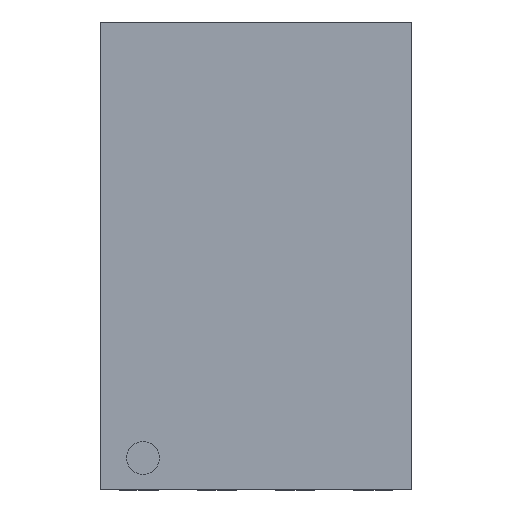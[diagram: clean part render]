
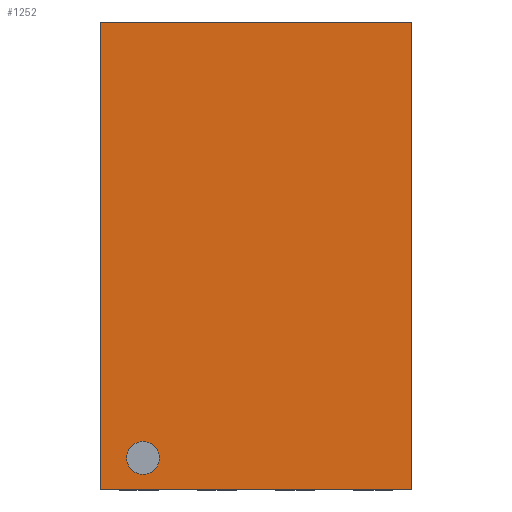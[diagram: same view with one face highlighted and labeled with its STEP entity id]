
A CAD part, top view. The second image highlights one B-rep face of the part: STEP entity #1252.
In plain terms, the highlighted planar face has unit normal (0, 0, 1).
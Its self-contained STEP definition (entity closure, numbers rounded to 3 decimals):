
#12 = ORIENTED_EDGE ( 'NONE', *, *, #494, .T. ) ;
#37 = CARTESIAN_POINT ( 'NONE',  ( -1., 1.5, 0.525 ) ) ;
#159 = DIRECTION ( 'NONE',  ( -1., 0., 0. ) ) ;
#226 = VERTEX_POINT ( 'NONE', #2512 ) ;
#271 = EDGE_LOOP ( 'NONE', ( #12, #2648, #2590, #916 ) ) ;
#343 = CARTESIAN_POINT ( 'NONE',  ( 1., 1.5, 0.525 ) ) ;
#364 = VECTOR ( 'NONE', #1428, 1000. ) ;
#436 = CARTESIAN_POINT ( 'NONE',  ( -1., -1.5, 0.525 ) ) ;
#437 = CARTESIAN_POINT ( 'NONE',  ( -0.724, -1.295, 0.525 ) ) ;
#455 = DIRECTION ( 'NONE',  ( 0., 0., 1. ) ) ;
#482 = CARTESIAN_POINT ( 'NONE',  ( 1., -1.5, 0.525 ) ) ;
#491 = DIRECTION ( 'NONE',  ( 0., 0., 1. ) ) ;
#494 = EDGE_CURVE ( 'NONE', #226, #1362, #1986, .T. ) ;
#584 = ORIENTED_EDGE ( 'NONE', *, *, #2287, .F. ) ;
#610 = VECTOR ( 'NONE', #713, 1000. ) ;
#637 = VECTOR ( 'NONE', #2139, 1000. ) ;
#713 = DIRECTION ( 'NONE',  ( 0., 1., 0. ) ) ;
#769 = VERTEX_POINT ( 'NONE', #982 ) ;
#818 = CARTESIAN_POINT ( 'NONE',  ( -1., -1.5, 0.525 ) ) ;
#825 = PLANE ( 'NONE',  #1047 ) ;
#897 = VERTEX_POINT ( 'NONE', #1672 ) ;
#908 = LINE ( 'NONE', #436, #637 ) ;
#916 = ORIENTED_EDGE ( 'NONE', *, *, #2402, .T. ) ;
#982 = CARTESIAN_POINT ( 'NONE',  ( -1., -1.5, 0.525 ) ) ;
#1047 = AXIS2_PLACEMENT_3D ( 'NONE', #1830, #2255, #159 ) ;
#1100 = EDGE_CURVE ( 'NONE', #2275, #769, #908, .T. ) ;
#1121 = LINE ( 'NONE', #37, #1195 ) ;
#1195 = VECTOR ( 'NONE', #1952, 1000. ) ;
#1231 = AXIS2_PLACEMENT_3D ( 'NONE', #437, #491, #2328 ) ;
#1252 = ADVANCED_FACE ( 'NONE', ( #1872, #2711 ), #825, .F. ) ;
#1339 = CIRCLE ( 'NONE', #2167, 0.105 ) ;
#1362 = VERTEX_POINT ( 'NONE', #343 ) ;
#1428 = DIRECTION ( 'NONE',  ( 1., 0., 0. ) ) ;
#1489 = CIRCLE ( 'NONE', #1231, 0.105 ) ;
#1508 = CARTESIAN_POINT ( 'NONE',  ( -1., 1.5, 0.525 ) ) ;
#1543 = CARTESIAN_POINT ( 'NONE',  ( -0.724, -1.295, 0.525 ) ) ;
#1551 = ORIENTED_EDGE ( 'NONE', *, *, #1761, .F. ) ;
#1672 = CARTESIAN_POINT ( 'NONE',  ( -0.619, -1.295, 0.525 ) ) ;
#1761 = EDGE_CURVE ( 'NONE', #1969, #897, #1489, .T. ) ;
#1830 = CARTESIAN_POINT ( 'NONE',  ( 0., 0., 0.525 ) ) ;
#1853 = EDGE_CURVE ( 'NONE', #1362, #2275, #1121, .T. ) ;
#1872 = FACE_BOUND ( 'NONE', #2572, .T. ) ;
#1899 = CARTESIAN_POINT ( 'NONE',  ( -0.83, -1.295, 0.525 ) ) ;
#1952 = DIRECTION ( 'NONE',  ( -1., 0., 0. ) ) ;
#1969 = VERTEX_POINT ( 'NONE', #1899 ) ;
#1986 = LINE ( 'NONE', #482, #610 ) ;
#2139 = DIRECTION ( 'NONE',  ( 0., -1., 0. ) ) ;
#2167 = AXIS2_PLACEMENT_3D ( 'NONE', #1543, #455, #2334 ) ;
#2255 = DIRECTION ( 'NONE',  ( 0., 0., -1. ) ) ;
#2275 = VERTEX_POINT ( 'NONE', #1508 ) ;
#2287 = EDGE_CURVE ( 'NONE', #897, #1969, #1339, .T. ) ;
#2328 = DIRECTION ( 'NONE',  ( 1., 0., 0. ) ) ;
#2334 = DIRECTION ( 'NONE',  ( 1., 0., 0. ) ) ;
#2402 = EDGE_CURVE ( 'NONE', #769, #226, #2691, .T. ) ;
#2512 = CARTESIAN_POINT ( 'NONE',  ( 1., -1.5, 0.525 ) ) ;
#2572 = EDGE_LOOP ( 'NONE', ( #584, #1551 ) ) ;
#2590 = ORIENTED_EDGE ( 'NONE', *, *, #1100, .T. ) ;
#2648 = ORIENTED_EDGE ( 'NONE', *, *, #1853, .T. ) ;
#2691 = LINE ( 'NONE', #818, #364 ) ;
#2711 = FACE_OUTER_BOUND ( 'NONE', #271, .T. ) ;
